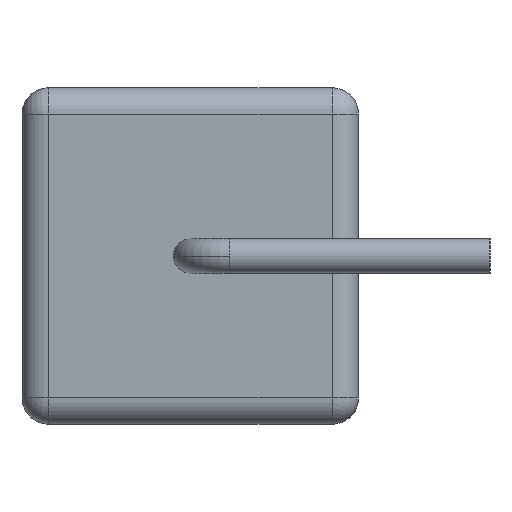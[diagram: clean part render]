
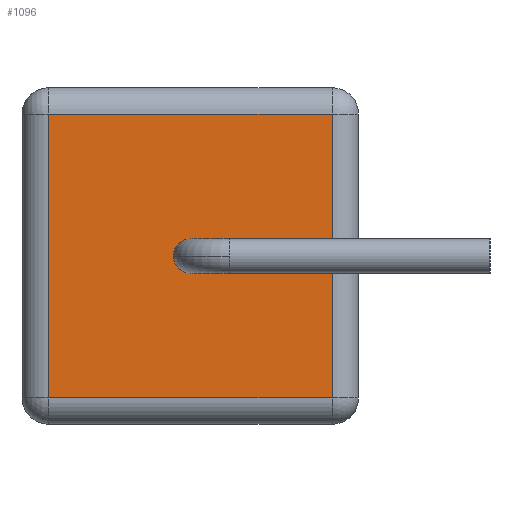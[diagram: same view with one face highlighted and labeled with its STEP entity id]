
A CAD part, left-side view. The second image highlights one B-rep face of the part: STEP entity #1096.
In plain terms, the highlighted planar face has unit normal (-1, 0, 0).
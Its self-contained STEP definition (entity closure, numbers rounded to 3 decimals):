
#10 = CARTESIAN_POINT ( 'NONE',  ( -19., 6.9, 2.7 ) ) ;
#13 = CARTESIAN_POINT ( 'NONE',  ( -19., 3.7, 0. ) ) ;
#22 = ORIENTED_EDGE ( 'NONE', *, *, #747, .T. ) ;
#27 = VECTOR ( 'NONE', #265, 1000. ) ;
#38 = ORIENTED_EDGE ( 'NONE', *, *, #148, .T. ) ;
#130 = AXIS2_PLACEMENT_3D ( 'NONE', #436, #342, #779 ) ;
#145 = LINE ( 'NONE', #10, #784 ) ;
#148 = EDGE_CURVE ( 'NONE', #809, #712, #145, .T. ) ;
#177 = EDGE_CURVE ( 'NONE', #379, #633, #725, .T. ) ;
#261 = CARTESIAN_POINT ( 'NONE',  ( -19., 3.7, -0.325 ) ) ;
#265 = DIRECTION ( 'NONE',  ( 0., -1., 0. ) ) ;
#275 = FACE_BOUND ( 'NONE', #660, .T. ) ;
#294 = ORIENTED_EDGE ( 'NONE', *, *, #177, .T. ) ;
#296 = VERTEX_POINT ( 'NONE', #261 ) ;
#316 = DIRECTION ( 'NONE',  ( 0., 0., -1. ) ) ;
#336 = PLANE ( 'NONE',  #130 ) ;
#342 = DIRECTION ( 'NONE',  ( 1., 0., 0. ) ) ;
#361 = LINE ( 'NONE', #626, #819 ) ;
#379 = VERTEX_POINT ( 'NONE', #658 ) ;
#407 = DIRECTION ( 'NONE',  ( 1., 0., 0. ) ) ;
#428 = FACE_OUTER_BOUND ( 'NONE', #514, .T. ) ;
#436 = CARTESIAN_POINT ( 'NONE',  ( -19., 6.9, 3.2 ) ) ;
#443 = CIRCLE ( 'NONE', #630, 0.325 ) ;
#514 = EDGE_LOOP ( 'NONE', ( #294, #948, #38, #1023 ) ) ;
#584 = DIRECTION ( 'NONE',  ( 0., 0., 1. ) ) ;
#585 = AXIS2_PLACEMENT_3D ( 'NONE', #1104, #407, #316 ) ;
#607 = CIRCLE ( 'NONE', #585, 0.325 ) ;
#626 = CARTESIAN_POINT ( 'NONE',  ( -19., 6.4, 3.2 ) ) ;
#630 = AXIS2_PLACEMENT_3D ( 'NONE', #13, #634, #799 ) ;
#633 = VERTEX_POINT ( 'NONE', #849 ) ;
#634 = DIRECTION ( 'NONE',  ( 1., 0., 0. ) ) ;
#658 = CARTESIAN_POINT ( 'NONE',  ( -19., 6.4, -2.7 ) ) ;
#660 = EDGE_LOOP ( 'NONE', ( #921, #22 ) ) ;
#699 = CARTESIAN_POINT ( 'NONE',  ( -19., 3.7, 0.325 ) ) ;
#712 = VERTEX_POINT ( 'NONE', #878 ) ;
#725 = LINE ( 'NONE', #786, #27 ) ;
#747 = EDGE_CURVE ( 'NONE', #1036, #296, #443, .T. ) ;
#774 = EDGE_CURVE ( 'NONE', #712, #379, #361, .T. ) ;
#779 = DIRECTION ( 'NONE',  ( 0., 0., -1. ) ) ;
#781 = DIRECTION ( 'NONE',  ( 0., 1., 0. ) ) ;
#784 = VECTOR ( 'NONE', #781, 1000. ) ;
#786 = CARTESIAN_POINT ( 'NONE',  ( -19., 6.9, -2.7 ) ) ;
#799 = DIRECTION ( 'NONE',  ( 0., 0., -1. ) ) ;
#809 = VERTEX_POINT ( 'NONE', #1098 ) ;
#819 = VECTOR ( 'NONE', #888, 1000. ) ;
#849 = CARTESIAN_POINT ( 'NONE',  ( -19., 1., -2.7 ) ) ;
#878 = CARTESIAN_POINT ( 'NONE',  ( -19., 6.4, 2.7 ) ) ;
#888 = DIRECTION ( 'NONE',  ( 0., 0., -1. ) ) ;
#889 = EDGE_CURVE ( 'NONE', #633, #809, #1042, .T. ) ;
#914 = EDGE_CURVE ( 'NONE', #296, #1036, #607, .T. ) ;
#921 = ORIENTED_EDGE ( 'NONE', *, *, #914, .T. ) ;
#948 = ORIENTED_EDGE ( 'NONE', *, *, #889, .T. ) ;
#1012 = CARTESIAN_POINT ( 'NONE',  ( -19., 1., 3.2 ) ) ;
#1023 = ORIENTED_EDGE ( 'NONE', *, *, #774, .T. ) ;
#1036 = VERTEX_POINT ( 'NONE', #699 ) ;
#1042 = LINE ( 'NONE', #1012, #1142 ) ;
#1096 = ADVANCED_FACE ( 'NONE', ( #275, #428 ), #336, .F. ) ;
#1098 = CARTESIAN_POINT ( 'NONE',  ( -19., 1., 2.7 ) ) ;
#1104 = CARTESIAN_POINT ( 'NONE',  ( -19., 3.7, 0. ) ) ;
#1142 = VECTOR ( 'NONE', #584, 1000. ) ;
